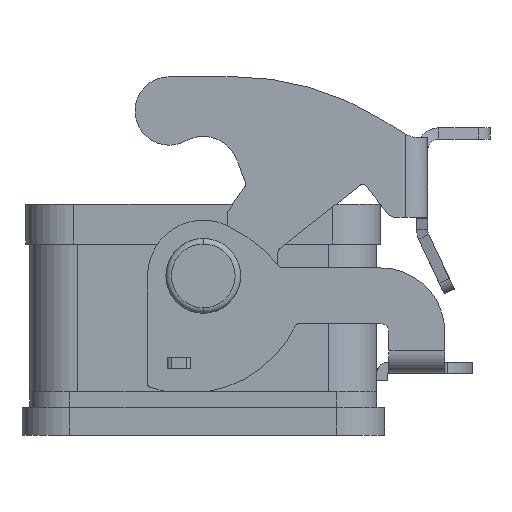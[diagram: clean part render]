
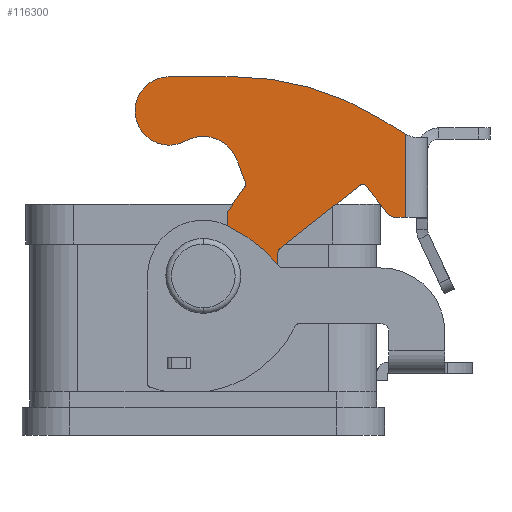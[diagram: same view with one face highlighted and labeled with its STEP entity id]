
A CAD part, left-side view. The second image highlights one B-rep face of the part: STEP entity #116300.
In plain terms, the highlighted planar face has unit normal (-1, 0, 0).
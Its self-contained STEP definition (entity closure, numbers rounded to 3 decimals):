
#113600=CARTESIAN_POINT('',(-49.5,4.5,-10.138));
#113610=DIRECTION('',(0.,-1.,0.));
#113620=VECTOR('',#113610,2.9);
#113630=LINE('',#113600,#113620);
#113640=CARTESIAN_POINT('',(-49.5,4.5,-10.138));
#113650=VERTEX_POINT('',#113640);
#113660=CARTESIAN_POINT('',(-49.5,1.6,-10.138));
#113670=VERTEX_POINT('',#113660);
#113680=EDGE_CURVE('',#113650,#113670,#113630,.T.);
#113970=CARTESIAN_POINT('',(-49.5,-29.718,9.746));
#113980=DIRECTION('',(1.,-0.,0.));
#113990=DIRECTION('',(0.,0.,-1.));
#114000=AXIS2_PLACEMENT_3D('',#113970,#113980,#113990);
#114010=PLANE('',#114000);
#114020=CARTESIAN_POINT('',(-49.5,4.5,-10.138));
#114030=DIRECTION('',(0.,0.,1.));
#114040=VECTOR('',#114030,0.138);
#114050=LINE('',#114020,#114040);
#114060=CARTESIAN_POINT('',(-49.5,4.5,-10.));
#114070=VERTEX_POINT('',#114060);
#114080=EDGE_CURVE('',#113650,#114070,#114050,.T.);
#114090=ORIENTED_EDGE('',*,*,#114080,.F.);
#114100=CARTESIAN_POINT('',(-49.5,4.5,-10.));
#114110=DIRECTION('',(0.,1.,0.));
#114120=VECTOR('',#114110,0.8);
#114130=LINE('',#114100,#114120);
#114140=CARTESIAN_POINT('',(-49.5,5.3,-10.));
#114150=VERTEX_POINT('',#114140);
#114160=EDGE_CURVE('',#114070,#114150,#114130,.T.);
#114170=ORIENTED_EDGE('',*,*,#114160,.F.);
#114180=CARTESIAN_POINT('',(-49.5,5.3,-9.8));
#114190=DIRECTION('',(1.,0.,0.));
#114200=DIRECTION('',(0.,0.,-1.));
#114210=AXIS2_PLACEMENT_3D('',#114180,#114190,#114200);
#114220=CIRCLE('',#114210,0.2);
#114230=CARTESIAN_POINT('',(-49.5,5.5,-9.8));
#114240=VERTEX_POINT('',#114230);
#114250=EDGE_CURVE('',#114150,#114240,#114220,.T.);
#114260=ORIENTED_EDGE('',*,*,#114250,.F.);
#114270=CARTESIAN_POINT('',(-49.5,5.5,-9.8));
#114280=DIRECTION('',(0.,0.,1.));
#114290=VECTOR('',#114280,2.988);
#114300=LINE('',#114270,#114290);
#114310=CARTESIAN_POINT('',(-49.5,5.5,-6.812));
#114320=VERTEX_POINT('',#114310);
#114330=EDGE_CURVE('',#114240,#114320,#114300,.T.);
#114340=ORIENTED_EDGE('',*,*,#114330,.F.);
#114350=CARTESIAN_POINT('',(-49.5,4.5,-6.812));
#114360=DIRECTION('',(1.,0.,0.));
#114370=DIRECTION('',(0.,1.,0.));
#114380=AXIS2_PLACEMENT_3D('',#114350,#114360,#114370);
#114390=CIRCLE('',#114380,1.);
#114400=CARTESIAN_POINT('',(-49.5,4.759,-5.846));
#114410=VERTEX_POINT('',#114400);
#114420=EDGE_CURVE('',#114320,#114410,#114390,.T.);
#114430=ORIENTED_EDGE('',*,*,#114420,.F.);
#114440=CARTESIAN_POINT('',(-49.5,4.759,-5.846));
#114450=DIRECTION('',(0.,-0.966,0.259));
#114460=VECTOR('',#114450,7.265);
#114470=LINE('',#114440,#114460);
#114480=CARTESIAN_POINT('',(-49.5,-2.259,-3.966));
#114490=VERTEX_POINT('',#114480);
#114500=EDGE_CURVE('',#114410,#114490,#114470,.T.);
#114510=ORIENTED_EDGE('',*,*,#114500,.F.);
#114520=CARTESIAN_POINT('',(-49.5,-2.,-3.));
#114530=DIRECTION('',(-1.,0.,0.));
#114540=DIRECTION('',(0.,1.,0.));
#114550=AXIS2_PLACEMENT_3D('',#114520,#114530,#114540);
#114560=CIRCLE('',#114550,1.);
#114570=CARTESIAN_POINT('',(-49.5,-3.,-3.));
#114580=VERTEX_POINT('',#114570);
#114590=EDGE_CURVE('',#114490,#114580,#114560,.T.);
#114600=ORIENTED_EDGE('',*,*,#114590,.F.);
#114610=CARTESIAN_POINT('',(-49.5,-3.,-3.));
#114620=DIRECTION('',(0.,0.,1.));
#114630=VECTOR('',#114620,11.);
#114640=LINE('',#114610,#114630);
#114650=CARTESIAN_POINT('',(-49.5,-3.,8.));
#114660=VERTEX_POINT('',#114650);
#114670=EDGE_CURVE('',#114580,#114660,#114640,.T.);
#114680=ORIENTED_EDGE('',*,*,#114670,.F.);
#114690=CARTESIAN_POINT('',(-49.5,-3.,8.));
#114700=DIRECTION('',(0.,-0.57,0.822));
#114710=VECTOR('',#114700,3.912);
#114720=LINE('',#114690,#114710);
#114730=CARTESIAN_POINT('',(-49.5,-5.229,11.215));
#114740=VERTEX_POINT('',#114730);
#114750=EDGE_CURVE('',#114660,#114740,#114720,.T.);
#114760=ORIENTED_EDGE('',*,*,#114750,.F.);
#114770=CARTESIAN_POINT('',(-49.5,-4.818,11.5));
#114780=DIRECTION('',(-1.,0.,0.));
#114790=DIRECTION('',(0.,0.938,-0.346));
#114800=AXIS2_PLACEMENT_3D('',#114770,#114780,#114790);
#114810=CIRCLE('',#114800,0.5);
#114820=CARTESIAN_POINT('',(-49.5,-5.287,11.673));
#114830=VERTEX_POINT('',#114820);
#114840=EDGE_CURVE('',#114740,#114830,#114810,.T.);
#114850=ORIENTED_EDGE('',*,*,#114840,.F.);
#114860=CARTESIAN_POINT('',(-49.5,-5.287,11.673));
#114870=DIRECTION('',(0.,0.346,0.938));
#114880=VECTOR('',#114870,3.076);
#114890=LINE('',#114860,#114880);
#114900=CARTESIAN_POINT('',(-49.5,-4.221,14.559));
#114910=VERTEX_POINT('',#114900);
#114920=EDGE_CURVE('',#114830,#114910,#114890,.T.);
#114930=ORIENTED_EDGE('',*,*,#114920,.F.);
#114940=CARTESIAN_POINT('',(-49.5,0.,13.));
#114950=DIRECTION('',(-1.,0.,0.));
#114960=DIRECTION('',(0.,-0.484,-0.875));
#114970=AXIS2_PLACEMENT_3D('',#114940,#114950,#114960);
#114980=CIRCLE('',#114970,4.5);
#114990=CARTESIAN_POINT('',(-49.5,2.179,16.938));
#115000=VERTEX_POINT('',#114990);
#115010=EDGE_CURVE('',#114910,#115000,#114980,.T.);
#115020=ORIENTED_EDGE('',*,*,#115010,.F.);
#115030=CARTESIAN_POINT('',(-49.5,4.26,20.7));
#115040=DIRECTION('',(1.,0.,0.));
#115050=DIRECTION('',(0.,-0.484,-0.875));
#115060=AXIS2_PLACEMENT_3D('',#115030,#115040,#115050);
#115070=CIRCLE('',#115060,4.3);
#115080=CARTESIAN_POINT('',(-49.5,4.26,25.));
#115090=VERTEX_POINT('',#115080);
#115100=EDGE_CURVE('',#115000,#115090,#115070,.T.);
#115110=ORIENTED_EDGE('',*,*,#115100,.F.);
#115120=CARTESIAN_POINT('',(-49.5,4.26,25.));
#115130=DIRECTION('',(0.,-1.,0.));
#115140=VECTOR('',#115130,8.);
#115150=LINE('',#115120,#115140);
#115160=CARTESIAN_POINT('',(-49.5,-3.74,25.));
#115170=VERTEX_POINT('',#115160);
#115180=EDGE_CURVE('',#115090,#115170,#115150,.T.);
#115190=ORIENTED_EDGE('',*,*,#115180,.F.);
#115200=CARTESIAN_POINT('',(-49.5,-3.74,-10.));
#115210=DIRECTION('',(1.,0.,0.));
#115220=DIRECTION('',(0.,0.,1.));
#115230=AXIS2_PLACEMENT_3D('',#115200,#115210,#115220);
#115240=CIRCLE('',#115230,35.);
#115250=CARTESIAN_POINT('',(-49.5,-22.025,19.843));
#115260=VERTEX_POINT('',#115250);
#115270=EDGE_CURVE('',#115170,#115260,#115240,.T.);
#115280=ORIENTED_EDGE('',*,*,#115270,.F.);
#115290=CARTESIAN_POINT('',(-49.5,-22.025,19.843));
#115300=DIRECTION('',(0.,-0.853,-0.522)
);
#115310=VECTOR('',#115300,3.919);
#115320=LINE('',#115290,#115310);
#115330=CARTESIAN_POINT('',(-49.5,-25.367,17.796));
#115340=VERTEX_POINT('',#115330);
#115350=EDGE_CURVE('',#115260,#115340,#115320,.T.);
#115360=ORIENTED_EDGE('',*,*,#115350,.F.);
#115370=CARTESIAN_POINT('',(-49.5,-25.367,7.361));
#115380=DIRECTION('',(0.,0.,1.));
#115390=VECTOR('',#115380,10.435);
#115400=LINE('',#115370,#115390);
#115410=CARTESIAN_POINT('',(-49.5,-25.367,7.361));
#115420=VERTEX_POINT('',#115410);
#115430=EDGE_CURVE('',#115420,#115340,#115400,.T.);
#115440=ORIENTED_EDGE('',*,*,#115430,.T.);
#115450=CARTESIAN_POINT('',(-49.5,-25.367,7.361));
#115460=DIRECTION('',(0.,1.,0.));
#115470=VECTOR('',#115460,1.367);
#115480=LINE('',#115450,#115470);
#115490=CARTESIAN_POINT('',(-49.5,-24.,7.361));
#115500=VERTEX_POINT('',#115490);
#115510=EDGE_CURVE('',#115420,#115500,#115480,.T.);
#115520=ORIENTED_EDGE('',*,*,#115510,.F.);
#115530=CARTESIAN_POINT('',(-49.5,-24.,8.361));
#115540=DIRECTION('',(1.,0.,0.));
#115550=DIRECTION('',(0.,0.,-1.));
#115560=AXIS2_PLACEMENT_3D('',#115530,#115540,#115550);
#115570=CIRCLE('',#115560,1.);
#115580=CARTESIAN_POINT('',(-49.5,-23.216,7.741));
#115590=VERTEX_POINT('',#115580);
#115600=EDGE_CURVE('',#115500,#115590,#115570,.T.);
#115610=ORIENTED_EDGE('',*,*,#115600,.F.);
#115620=CARTESIAN_POINT('',(-49.5,-23.216,7.741));
#115630=DIRECTION('',(0.,0.62,0.784));
#115640=VECTOR('',#115630,4.551);
#115650=LINE('',#115620,#115640);
#115660=CARTESIAN_POINT('',(-49.5,-20.392,11.31));
#115670=VERTEX_POINT('',#115660);
#115680=EDGE_CURVE('',#115590,#115670,#115650,.T.);
#115690=ORIENTED_EDGE('',*,*,#115680,.F.);
#115700=CARTESIAN_POINT('',(-49.5,-20.,11.));
#115710=DIRECTION('',(-1.,0.,0.));
#115720=DIRECTION('',(0.,-0.62,-0.784));
#115730=AXIS2_PLACEMENT_3D('',#115700,#115710,#115720);
#115740=CIRCLE('',#115730,0.5);
#115750=CARTESIAN_POINT('',(-49.5,-19.69,11.392));
#115760=VERTEX_POINT('',#115750);
#115770=EDGE_CURVE('',#115670,#115760,#115740,.T.);
#115780=ORIENTED_EDGE('',*,*,#115770,.F.);
#115790=CARTESIAN_POINT('',(-49.5,-19.69,11.392));
#115800=DIRECTION('',(0.,0.784,-0.62));
#115810=VECTOR('',#115800,12.895);
#115820=LINE('',#115790,#115810);
#115830=CARTESIAN_POINT('',(-49.5,-9.576,3.392));
#115840=VERTEX_POINT('',#115830);
#115850=EDGE_CURVE('',#115760,#115840,#115820,.T.);
#115860=ORIENTED_EDGE('',*,*,#115850,.F.);
#115870=CARTESIAN_POINT('',(-49.5,-9.886,3.));
#115880=DIRECTION('',(-1.,0.,0.));
#115890=DIRECTION('',(0.,-0.996,-0.087));
#115900=AXIS2_PLACEMENT_3D('',#115870,#115880,#115890);
#115910=CIRCLE('',#115900,0.5);
#115920=CARTESIAN_POINT('',(-49.5,-9.388,3.044));
#115930=VERTEX_POINT('',#115920);
#115940=EDGE_CURVE('',#115840,#115930,#115910,.T.);
#115950=ORIENTED_EDGE('',*,*,#115940,.F.);
#115960=CARTESIAN_POINT('',(-49.5,-9.388,3.044));
#115970=DIRECTION('',(0.,0.087,-0.996));
#115980=VECTOR('',#115970,4.846);
#115990=LINE('',#115960,#115980);
#116000=CARTESIAN_POINT('',(-49.5,-8.966,-1.784));
#116010=VERTEX_POINT('',#116000);
#116020=EDGE_CURVE('',#115930,#116010,#115990,.T.);
#116030=ORIENTED_EDGE('',*,*,#116020,.F.);
#116040=CARTESIAN_POINT('',(-49.5,0.,-1.));
#116050=DIRECTION('',(1.,0.,0.));
#116060=DIRECTION('',(0.,-0.996,-0.087));
#116070=AXIS2_PLACEMENT_3D('',#116040,#116050,#116060);
#116080=CIRCLE('',#116070,9.);
#116090=CARTESIAN_POINT('',(-49.5,0.,-10.));
#116100=VERTEX_POINT('',#116090);
#116110=EDGE_CURVE('',#116010,#116100,#116080,.T.);
#116120=ORIENTED_EDGE('',*,*,#116110,.F.);
#116130=CARTESIAN_POINT('',(-49.5,0.,-10.));
#116140=DIRECTION('',(0.,1.,0.));
#116150=VECTOR('',#116140,1.6);
#116160=LINE('',#116130,#116150);
#116170=CARTESIAN_POINT('',(-49.5,1.6,-10.));
#116180=VERTEX_POINT('',#116170);
#116190=EDGE_CURVE('',#116100,#116180,#116160,.T.);
#116200=ORIENTED_EDGE('',*,*,#116190,.F.);
#116210=CARTESIAN_POINT('',(-49.5,1.6,-10.));
#116220=DIRECTION('',(0.,0.,-1.));
#116230=VECTOR('',#116220,0.138);
#116240=LINE('',#116210,#116230);
#116250=EDGE_CURVE('',#116180,#113670,#116240,.T.);
#116260=ORIENTED_EDGE('',*,*,#116250,.F.);
#116270=ORIENTED_EDGE('',*,*,#113680,.T.);
#116280=EDGE_LOOP('',(#116270,#116260,#116200,#116120,#116030,#115950,
#115860,#115780,#115690,#115610,#115520,#115440,#115360,#115280,#115190,
#115110,#115020,#114930,#114850,#114760,#114680,#114600,#114510,#114430,
#114340,#114260,#114170,#114090));
#116290=FACE_OUTER_BOUND('',#116280,.T.);
#116300=ADVANCED_FACE('',(#116290),#114010,.F.);
